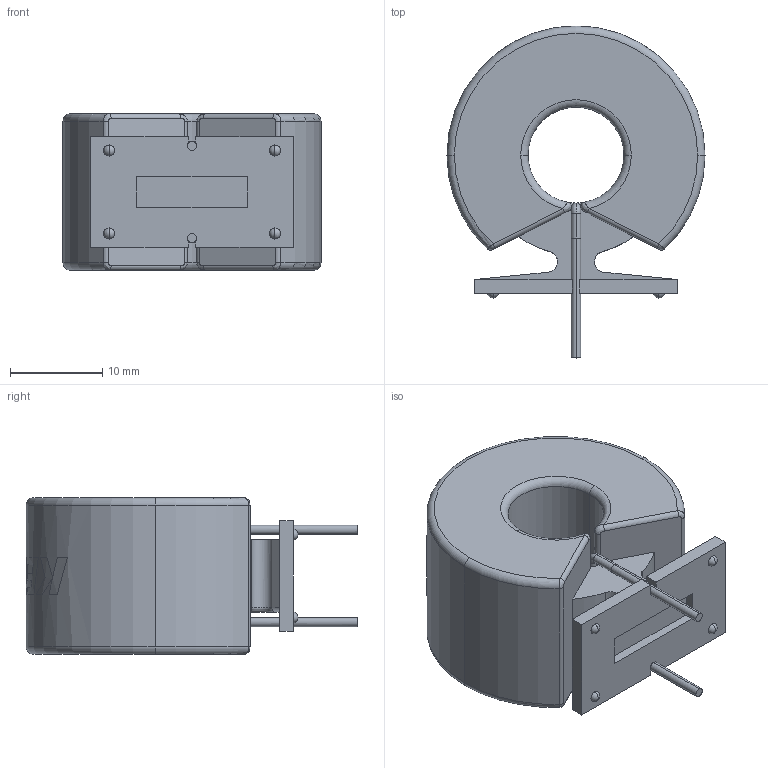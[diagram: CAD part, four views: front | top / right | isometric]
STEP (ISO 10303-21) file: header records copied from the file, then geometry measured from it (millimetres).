
FILE_DESCRIPTION (( 'STEP AP214' ), '1' );
FILE_NAME ('SN12-500J.STEP', '2019-01-29T08:07:55', ( '' ), ( '' ), 'SwSTEP 2.0', 'SolidWorks 2018', '' );
FILE_SCHEMA (( 'AUTOMOTIVE_DESIGN' ));
Length unit declared in the file: millimetre
Products named in the file (1): SN12-500J
Bounding box: 28 x 36 x 17 mm (x, y, z)
Volume: 8272.3 mm3; surface area: 3704.1 mm2
Topology: 1 solids, 5 shells, 134 faces, 373 edges, 251 vertices
Faces by surface type: cylinder 45, plane 44, torus 25, bspline 12, sphere 8
Entity records: 6485 total; most frequent: CARTESIAN_POINT 1642, ORIENTED_EDGE 746, DIRECTION 655, EDGE_CURVE 373, AXIS2_PLACEMENT_3D 264, VERTEX_POINT 251, EDGE_LOOP 142, CIRCLE 141
